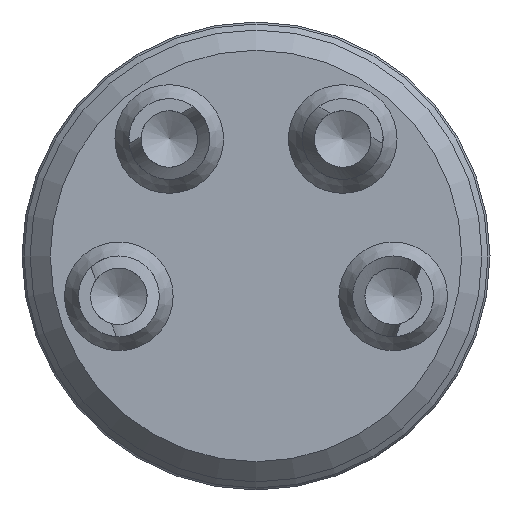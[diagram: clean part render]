
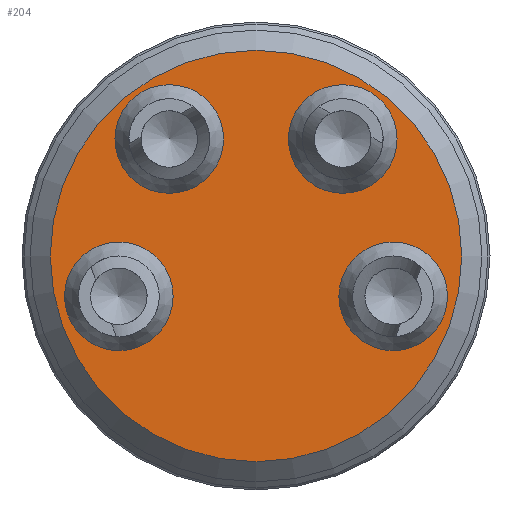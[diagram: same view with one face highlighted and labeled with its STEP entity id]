
A CAD part, left-side view. The second image highlights one B-rep face of the part: STEP entity #204.
In plain terms, the highlighted planar face has unit normal (-1, 0, 0).
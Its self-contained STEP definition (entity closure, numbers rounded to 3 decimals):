
#192=PLANE('',#1149);
#204=ADVANCED_FACE('',(#331,#332,#333,#334,#335),#192,.T.);
#331=FACE_BOUND('',#491,.T.);
#332=FACE_BOUND('',#492,.T.);
#333=FACE_BOUND('',#493,.T.);
#334=FACE_BOUND('',#494,.T.);
#335=FACE_BOUND('',#495,.T.);
#491=EDGE_LOOP('',(#659));
#492=EDGE_LOOP('',(#660));
#493=EDGE_LOOP('',(#661));
#494=EDGE_LOOP('',(#662));
#495=EDGE_LOOP('',(#663));
#659=ORIENTED_EDGE('',*,*,#955,.T.);
#660=ORIENTED_EDGE('',*,*,#956,.F.);
#661=ORIENTED_EDGE('',*,*,#957,.F.);
#662=ORIENTED_EDGE('',*,*,#958,.F.);
#663=ORIENTED_EDGE('',*,*,#959,.F.);
#859=VERTEX_POINT('',#1683);
#860=VERTEX_POINT('',#1685);
#861=VERTEX_POINT('',#1687);
#862=VERTEX_POINT('',#1689);
#863=VERTEX_POINT('',#1691);
#955=EDGE_CURVE('',#859,#859,#1055,.T.);
#956=EDGE_CURVE('',#860,#860,#1056,.T.);
#957=EDGE_CURVE('',#861,#861,#1057,.T.);
#958=EDGE_CURVE('',#862,#862,#1058,.T.);
#959=EDGE_CURVE('',#863,#863,#1059,.T.);
#1055=CIRCLE('',#1144,2.55);
#1056=CIRCLE('',#1145,0.673);
#1057=CIRCLE('',#1146,0.673);
#1058=CIRCLE('',#1147,0.673);
#1059=CIRCLE('',#1148,0.673);
#1144=AXIS2_PLACEMENT_3D('',#1682,#1331,#1332);
#1145=AXIS2_PLACEMENT_3D('',#1684,#1333,#1334);
#1146=AXIS2_PLACEMENT_3D('',#1686,#1335,#1336);
#1147=AXIS2_PLACEMENT_3D('',#1688,#1337,#1338);
#1148=AXIS2_PLACEMENT_3D('',#1690,#1339,#1340);
#1149=AXIS2_PLACEMENT_3D('',#1692,#1341,#1342);
#1331=DIRECTION('',(-1.,0.,0.));
#1332=DIRECTION('',(0.,0.,1.));
#1333=DIRECTION('',(-1.,0.,0.));
#1334=DIRECTION('',(0.,0.,1.));
#1335=DIRECTION('',(-1.,0.,0.));
#1336=DIRECTION('',(0.,0.,1.));
#1337=DIRECTION('',(-1.,0.,0.));
#1338=DIRECTION('',(0.,0.,1.));
#1339=DIRECTION('',(-1.,0.,0.));
#1340=DIRECTION('',(0.,0.,1.));
#1341=DIRECTION('',(-1.,0.,0.));
#1342=DIRECTION('',(0.,0.,1.));
#1682=CARTESIAN_POINT('',(0.,0.,0.));
#1683=CARTESIAN_POINT('',(0.,0.,2.55));
#1684=CARTESIAN_POINT('',(0.,-1.7,-0.5));
#1685=CARTESIAN_POINT('',(0.,-1.7,0.173));
#1686=CARTESIAN_POINT('',(0.,-1.075,1.45));
#1687=CARTESIAN_POINT('',(0.,-1.075,2.123));
#1688=CARTESIAN_POINT('',(0.,1.7,-0.5));
#1689=CARTESIAN_POINT('',(0.,1.7,0.173));
#1690=CARTESIAN_POINT('',(0.,1.075,1.45));
#1691=CARTESIAN_POINT('',(0.,1.075,2.123));
#1692=CARTESIAN_POINT('',(0.,0.,0.));
